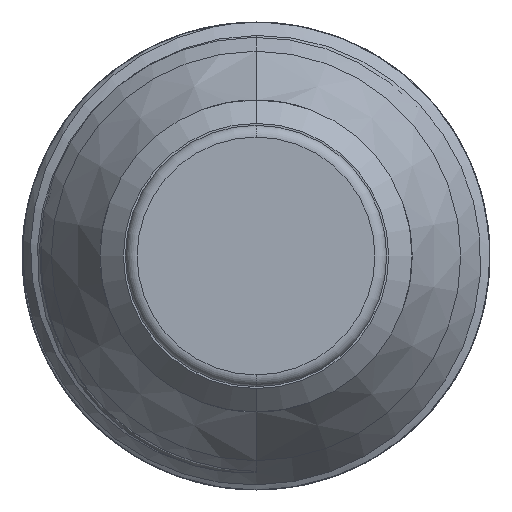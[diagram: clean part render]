
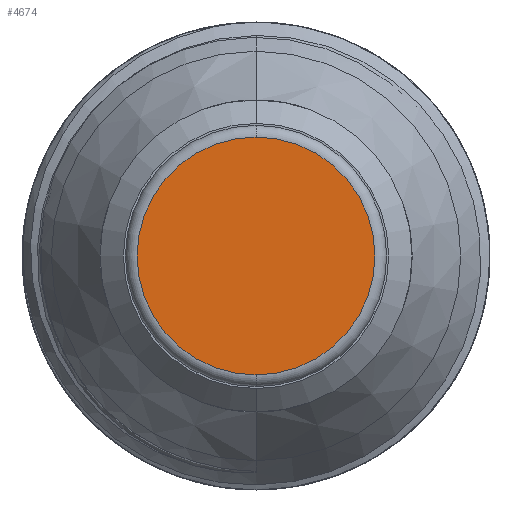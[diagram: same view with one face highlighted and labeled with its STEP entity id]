
A CAD part, left-side view. The second image highlights one B-rep face of the part: STEP entity #4674.
In plain terms, the highlighted face is planar.
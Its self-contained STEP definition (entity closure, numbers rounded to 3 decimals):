
#4471=CARTESIAN_POINT('',(0.,0.,0.));
#4472=DIRECTION('',(0.,0.,-1.));
#4473=DIRECTION('',(0.,-1.,0.));
#4474=AXIS2_PLACEMENT_3D('',#4471,#4472,#4473);
#4476=CARTESIAN_POINT('',(0.,0.,0.));
#4477=DIRECTION('',(0.,0.,-1.));
#4478=DIRECTION('',(0.,1.,0.));
#4479=AXIS2_PLACEMENT_3D('',#4476,#4477,#4478);
#4515=CARTESIAN_POINT('',(0.,-3.05,0.));
#4516=CARTESIAN_POINT('',(0.,3.05,0.));
#4517=VERTEX_POINT('',#4515);
#4518=VERTEX_POINT('',#4516);
#4665=CARTESIAN_POINT('',(0.,0.,0.));
#4666=DIRECTION('',(0.,0.,-1.));
#4667=DIRECTION('',(0.,-1.,0.));
#4668=AXIS2_PLACEMENT_3D('',#4665,#4666,#4667);
#4669=PLANE('',#4668);
#4670=ORIENTED_EDGE('',*,*,#4632,.T.);
#4671=ORIENTED_EDGE('',*,*,#4647,.T.);
#4672=EDGE_LOOP('',(#4670,#4671));
#4673=FACE_OUTER_BOUND('',#4672,.F.);
#4674=ADVANCED_FACE('',(#4673),#4669,.F.);
#4475=CIRCLE('',#4474,3.05);
#4480=CIRCLE('',#4479,3.05);
#4632=EDGE_CURVE('',#4517,#4518,#4475,.T.);
#4647=EDGE_CURVE('',#4518,#4517,#4480,.T.);
